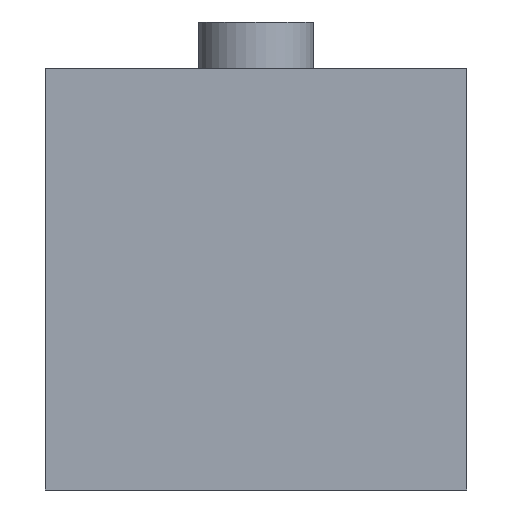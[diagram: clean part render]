
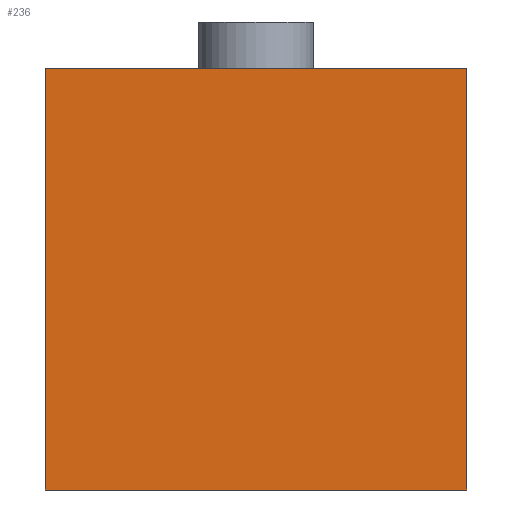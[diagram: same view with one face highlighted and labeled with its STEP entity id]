
A CAD part, front view. The second image highlights one B-rep face of the part: STEP entity #236.
In plain terms, the highlighted planar face has unit normal (0, -1, 0).
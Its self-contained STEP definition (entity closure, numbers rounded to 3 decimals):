
#51=ORIENTED_EDGE('',*,*,#90,.T.);
#52=ORIENTED_EDGE('',*,*,#82,.T.);
#53=ORIENTED_EDGE('',*,*,#93,.T.);
#54=ORIENTED_EDGE('',*,*,#97,.T.);
#82=EDGE_CURVE('',#110,#111,#130,.T.);
#90=EDGE_CURVE('',#118,#110,#138,.T.);
#93=EDGE_CURVE('',#111,#120,#141,.T.);
#97=EDGE_CURVE('',#120,#118,#144,.T.);
#110=VERTEX_POINT('',#345);
#111=VERTEX_POINT('',#346);
#118=VERTEX_POINT('',#362);
#120=VERTEX_POINT('',#368);
#130=LINE('',#344,#154);
#138=LINE('',#361,#162);
#141=LINE('',#367,#165);
#144=LINE('',#375,#168);
#154=VECTOR('',#282,1000.);
#162=VECTOR('',#292,1000.);
#165=VECTOR('',#297,1000.);
#168=VECTOR('',#304,1000.);
#185=EDGE_LOOP('',(#51,#52,#53,#54));
#205=FACE_BOUND('',#185,.T.);
#223=PLANE('',#265);
#236=ADVANCED_FACE('',(#205),#223,.T.);
#265=AXIS2_PLACEMENT_3D('',#378,#308,#309);
#282=DIRECTION('',(1.,0.,0.));
#292=DIRECTION('',(0.,0.,-1.));
#297=DIRECTION('',(0.,0.,1.));
#304=DIRECTION('',(-1.,0.,0.));
#308=DIRECTION('',(0.,-1.,0.));
#309=DIRECTION('',(0.,0.,-1.));
#344=CARTESIAN_POINT('',(-31.,0.,-31.));
#345=CARTESIAN_POINT('',(-31.,0.,-31.));
#346=CARTESIAN_POINT('',(31.,0.,-31.));
#361=CARTESIAN_POINT('',(-31.,0.,31.));
#362=CARTESIAN_POINT('',(-31.,0.,31.));
#367=CARTESIAN_POINT('',(31.,0.,-31.));
#368=CARTESIAN_POINT('',(31.,0.,31.));
#375=CARTESIAN_POINT('',(31.,0.,31.));
#378=CARTESIAN_POINT('',(0.,0.,0.));
